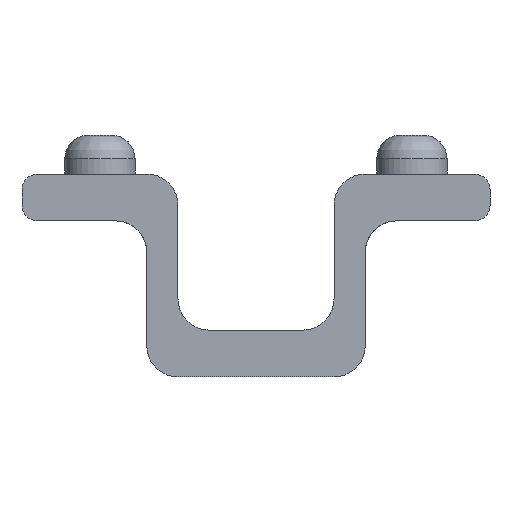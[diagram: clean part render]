
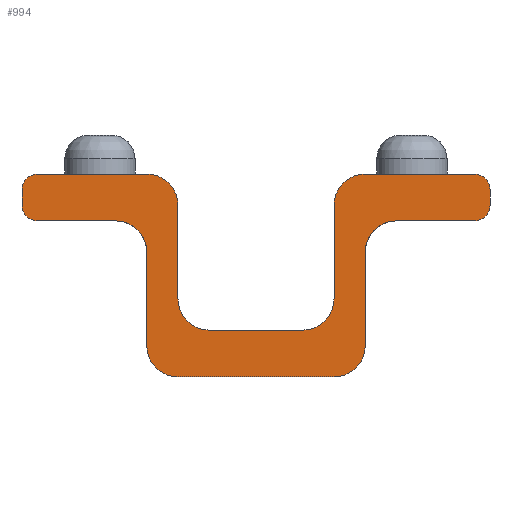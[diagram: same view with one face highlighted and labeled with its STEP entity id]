
A CAD part, front view. The second image highlights one B-rep face of the part: STEP entity #994.
In plain terms, the highlighted planar face has unit normal (0, -1, 0).
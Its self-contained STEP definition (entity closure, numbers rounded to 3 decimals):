
#60=PLANE('',#1124);
#71=LINE('',#1700,#139);
#77=LINE('',#1715,#145);
#80=LINE('',#1726,#148);
#94=LINE('',#1784,#162);
#99=LINE('',#1798,#167);
#103=LINE('',#1810,#171);
#107=LINE('',#1822,#175);
#111=LINE('',#1834,#179);
#115=LINE('',#1846,#183);
#119=LINE('',#1857,#187);
#122=LINE('',#1867,#190);
#126=LINE('',#1883,#194);
#139=VECTOR('',#1217,10.);
#145=VECTOR('',#1233,10.);
#148=VECTOR('',#1244,10.);
#162=VECTOR('',#1310,10.);
#167=VECTOR('',#1323,10.);
#171=VECTOR('',#1335,10.);
#175=VECTOR('',#1347,10.);
#179=VECTOR('',#1359,10.);
#183=VECTOR('',#1371,10.);
#187=VECTOR('',#1383,10.);
#190=VECTOR('',#1394,10.);
#194=VECTOR('',#1414,10.);
#284=FACE_OUTER_BOUND('',#358,.T.);
#358=EDGE_LOOP('',(#911,#912,#913,#914,#915,#916,#917,#918,#919,#920,#921,
#922,#923,#924,#925,#926,#927,#928,#929,#930,#931,#932,#933,#934));
#386=CIRCLE('',#1052,2.);
#394=CIRCLE('',#1068,2.);
#403=CIRCLE('',#1085,2.);
#405=CIRCLE('',#1089,2.);
#407=CIRCLE('',#1093,2.);
#409=CIRCLE('',#1097,2.);
#411=CIRCLE('',#1101,1.);
#413=CIRCLE('',#1105,1.);
#415=CIRCLE('',#1109,2.);
#417=CIRCLE('',#1113,2.);
#419=CIRCLE('',#1117,1.);
#421=CIRCLE('',#1121,1.);
#453=VERTEX_POINT('',#1691);
#456=VERTEX_POINT('',#1698);
#458=VERTEX_POINT('',#1706);
#460=VERTEX_POINT('',#1713);
#463=VERTEX_POINT('',#1723);
#464=VERTEX_POINT('',#1725);
#472=VERTEX_POINT('',#1752);
#481=VERTEX_POINT('',#1782);
#482=VERTEX_POINT('',#1783);
#485=VERTEX_POINT('',#1791);
#487=VERTEX_POINT('',#1797);
#489=VERTEX_POINT('',#1803);
#491=VERTEX_POINT('',#1809);
#493=VERTEX_POINT('',#1815);
#495=VERTEX_POINT('',#1821);
#497=VERTEX_POINT('',#1827);
#499=VERTEX_POINT('',#1833);
#501=VERTEX_POINT('',#1839);
#503=VERTEX_POINT('',#1845);
#505=VERTEX_POINT('',#1854);
#507=VERTEX_POINT('',#1860);
#509=VERTEX_POINT('',#1866);
#511=VERTEX_POINT('',#1876);
#513=VERTEX_POINT('',#1882);
#559=EDGE_CURVE('',#453,#456,#71,.T.);
#563=EDGE_CURVE('',#456,#458,#386,.T.);
#567=EDGE_CURVE('',#458,#460,#77,.T.);
#572=EDGE_CURVE('',#463,#464,#80,.T.);
#587=EDGE_CURVE('',#463,#472,#394,.T.);
#600=EDGE_CURVE('',#481,#482,#94,.T.);
#604=EDGE_CURVE('',#485,#482,#403,.T.);
#607=EDGE_CURVE('',#485,#487,#99,.T.);
#610=EDGE_CURVE('',#487,#489,#405,.T.);
#613=EDGE_CURVE('',#491,#489,#103,.T.);
#616=EDGE_CURVE('',#491,#493,#407,.T.);
#619=EDGE_CURVE('',#495,#493,#107,.T.);
#622=EDGE_CURVE('',#497,#495,#409,.T.);
#625=EDGE_CURVE('',#499,#497,#111,.T.);
#628=EDGE_CURVE('',#501,#499,#411,.T.);
#631=EDGE_CURVE('',#503,#501,#115,.T.);
#634=EDGE_CURVE('',#464,#503,#413,.T.);
#637=EDGE_CURVE('',#505,#472,#119,.T.);
#639=EDGE_CURVE('',#507,#505,#415,.T.);
#642=EDGE_CURVE('',#507,#509,#122,.T.);
#645=EDGE_CURVE('',#453,#509,#417,.T.);
#647=EDGE_CURVE('',#511,#460,#419,.T.);
#650=EDGE_CURVE('',#511,#513,#126,.T.);
#653=EDGE_CURVE('',#481,#513,#421,.T.);
#911=ORIENTED_EDGE('',*,*,#653,.F.);
#912=ORIENTED_EDGE('',*,*,#600,.T.);
#913=ORIENTED_EDGE('',*,*,#604,.F.);
#914=ORIENTED_EDGE('',*,*,#607,.T.);
#915=ORIENTED_EDGE('',*,*,#610,.T.);
#916=ORIENTED_EDGE('',*,*,#613,.F.);
#917=ORIENTED_EDGE('',*,*,#616,.T.);
#918=ORIENTED_EDGE('',*,*,#619,.F.);
#919=ORIENTED_EDGE('',*,*,#622,.F.);
#920=ORIENTED_EDGE('',*,*,#625,.F.);
#921=ORIENTED_EDGE('',*,*,#628,.F.);
#922=ORIENTED_EDGE('',*,*,#631,.F.);
#923=ORIENTED_EDGE('',*,*,#634,.F.);
#924=ORIENTED_EDGE('',*,*,#572,.F.);
#925=ORIENTED_EDGE('',*,*,#587,.T.);
#926=ORIENTED_EDGE('',*,*,#637,.F.);
#927=ORIENTED_EDGE('',*,*,#639,.F.);
#928=ORIENTED_EDGE('',*,*,#642,.T.);
#929=ORIENTED_EDGE('',*,*,#645,.F.);
#930=ORIENTED_EDGE('',*,*,#559,.T.);
#931=ORIENTED_EDGE('',*,*,#563,.T.);
#932=ORIENTED_EDGE('',*,*,#567,.T.);
#933=ORIENTED_EDGE('',*,*,#647,.F.);
#934=ORIENTED_EDGE('',*,*,#650,.T.);
#994=ADVANCED_FACE('',(#284),#60,.F.);
#1052=AXIS2_PLACEMENT_3D('',#1708,#1226,#1227);
#1068=AXIS2_PLACEMENT_3D('',#1754,#1274,#1275);
#1085=AXIS2_PLACEMENT_3D('',#1792,#1316,#1317);
#1089=AXIS2_PLACEMENT_3D('',#1804,#1328,#1329);
#1093=AXIS2_PLACEMENT_3D('',#1816,#1340,#1341);
#1097=AXIS2_PLACEMENT_3D('',#1828,#1352,#1353);
#1101=AXIS2_PLACEMENT_3D('',#1840,#1364,#1365);
#1105=AXIS2_PLACEMENT_3D('',#1851,#1376,#1377);
#1109=AXIS2_PLACEMENT_3D('',#1861,#1387,#1388);
#1113=AXIS2_PLACEMENT_3D('',#1872,#1399,#1400);
#1117=AXIS2_PLACEMENT_3D('',#1877,#1407,#1408);
#1121=AXIS2_PLACEMENT_3D('',#1888,#1419,#1420);
#1124=AXIS2_PLACEMENT_3D('',#1891,#1425,#1426);
#1217=DIRECTION('',(0.,0.,1.));
#1226=DIRECTION('center_axis',(0.,1.,0.));
#1227=DIRECTION('ref_axis',(-1.,0.,0.));
#1233=DIRECTION('',(1.,0.,0.));
#1244=DIRECTION('',(-1.,0.,0.));
#1274=DIRECTION('center_axis',(0.,1.,0.));
#1275=DIRECTION('ref_axis',(0.,0.,1.));
#1310=DIRECTION('',(-1.,0.,0.));
#1316=DIRECTION('center_axis',(0.,1.,0.));
#1317=DIRECTION('ref_axis',(-1.,0.,0.));
#1323=DIRECTION('',(0.,0.,-1.));
#1328=DIRECTION('center_axis',(0.,1.,0.));
#1329=DIRECTION('ref_axis',(1.,0.,0.));
#1335=DIRECTION('',(1.,0.,0.));
#1340=DIRECTION('center_axis',(0.,1.,0.));
#1341=DIRECTION('ref_axis',(0.,0.,-1.));
#1347=DIRECTION('',(0.,0.,-1.));
#1352=DIRECTION('center_axis',(0.,1.,0.));
#1353=DIRECTION('ref_axis',(0.,0.,1.));
#1359=DIRECTION('',(1.,0.,0.));
#1364=DIRECTION('center_axis',(0.,1.,0.));
#1365=DIRECTION('ref_axis',(-1.,0.,0.));
#1371=DIRECTION('',(0.,0.,1.));
#1376=DIRECTION('center_axis',(0.,1.,0.));
#1377=DIRECTION('ref_axis',(0.,0.,-1.));
#1383=DIRECTION('',(0.,0.,1.));
#1387=DIRECTION('center_axis',(0.,1.,0.));
#1388=DIRECTION('ref_axis',(0.,0.,-1.));
#1394=DIRECTION('',(1.,0.,0.));
#1399=DIRECTION('center_axis',(0.,1.,0.));
#1400=DIRECTION('ref_axis',(1.,0.,0.));
#1407=DIRECTION('center_axis',(0.,1.,0.));
#1408=DIRECTION('ref_axis',(1.,0.,0.));
#1414=DIRECTION('',(0.,0.,1.));
#1419=DIRECTION('center_axis',(0.,1.,0.));
#1420=DIRECTION('ref_axis',(0.,0.,1.));
#1425=DIRECTION('center_axis',(0.,1.,0.));
#1426=DIRECTION('ref_axis',(1.,0.,0.));
#1691=CARTESIAN_POINT('',(7.,0.,2.));
#1698=CARTESIAN_POINT('',(7.,0.,8.));
#1700=CARTESIAN_POINT('',(7.,0.,2.));
#1706=CARTESIAN_POINT('',(9.,0.,10.));
#1708=CARTESIAN_POINT('Origin',(9.,0.,8.));
#1713=CARTESIAN_POINT('',(14.,0.,10.));
#1715=CARTESIAN_POINT('',(9.,0.,10.));
#1723=CARTESIAN_POINT('',(-9.,0.,10.));
#1725=CARTESIAN_POINT('',(-14.,0.,10.));
#1726=CARTESIAN_POINT('',(-9.,0.,10.));
#1752=CARTESIAN_POINT('',(-7.,0.,8.));
#1754=CARTESIAN_POINT('Origin',(-9.,0.,8.));
#1782=CARTESIAN_POINT('',(14.,0.,13.));
#1783=CARTESIAN_POINT('',(7.,0.,13.));
#1784=CARTESIAN_POINT('',(14.,0.,13.));
#1791=CARTESIAN_POINT('',(5.,0.,11.));
#1792=CARTESIAN_POINT('Origin',(7.,0.,11.));
#1797=CARTESIAN_POINT('',(5.,0.,5.));
#1798=CARTESIAN_POINT('',(5.,0.,11.));
#1803=CARTESIAN_POINT('',(3.,0.,3.));
#1804=CARTESIAN_POINT('Origin',(3.,0.,5.));
#1809=CARTESIAN_POINT('',(-3.,0.,3.));
#1810=CARTESIAN_POINT('',(-3.,0.,3.));
#1815=CARTESIAN_POINT('',(-5.,0.,5.));
#1816=CARTESIAN_POINT('Origin',(-3.,0.,5.));
#1821=CARTESIAN_POINT('',(-5.,0.,11.));
#1822=CARTESIAN_POINT('',(-5.,0.,11.));
#1827=CARTESIAN_POINT('',(-7.,0.,13.));
#1828=CARTESIAN_POINT('Origin',(-7.,0.,11.));
#1833=CARTESIAN_POINT('',(-14.,0.,13.));
#1834=CARTESIAN_POINT('',(-14.,0.,13.));
#1839=CARTESIAN_POINT('',(-15.,0.,12.));
#1840=CARTESIAN_POINT('Origin',(-14.,0.,12.));
#1845=CARTESIAN_POINT('',(-15.,0.,11.));
#1846=CARTESIAN_POINT('',(-15.,0.,11.));
#1851=CARTESIAN_POINT('Origin',(-14.,0.,11.));
#1854=CARTESIAN_POINT('',(-7.,0.,2.));
#1857=CARTESIAN_POINT('',(-7.,0.,2.));
#1860=CARTESIAN_POINT('',(-5.,0.,0.));
#1861=CARTESIAN_POINT('Origin',(-5.,0.,2.));
#1866=CARTESIAN_POINT('',(5.,0.,0.));
#1867=CARTESIAN_POINT('',(0.,0.,0.));
#1872=CARTESIAN_POINT('Origin',(5.,0.,2.));
#1876=CARTESIAN_POINT('',(15.,0.,11.));
#1877=CARTESIAN_POINT('Origin',(14.,0.,11.));
#1882=CARTESIAN_POINT('',(15.,0.,12.));
#1883=CARTESIAN_POINT('',(15.,0.,11.));
#1888=CARTESIAN_POINT('Origin',(14.,0.,12.));
#1891=CARTESIAN_POINT('Origin',(0.,0.,6.5));
